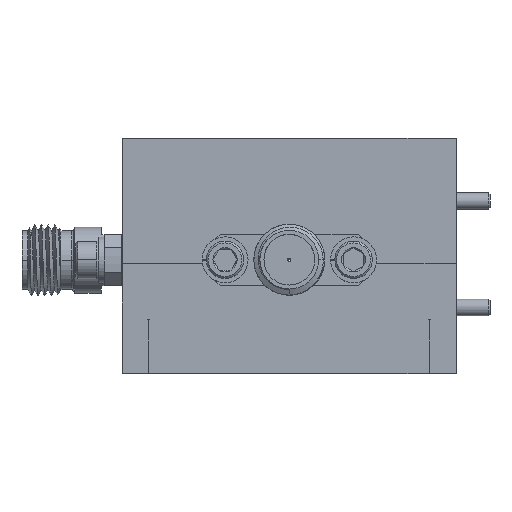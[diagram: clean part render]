
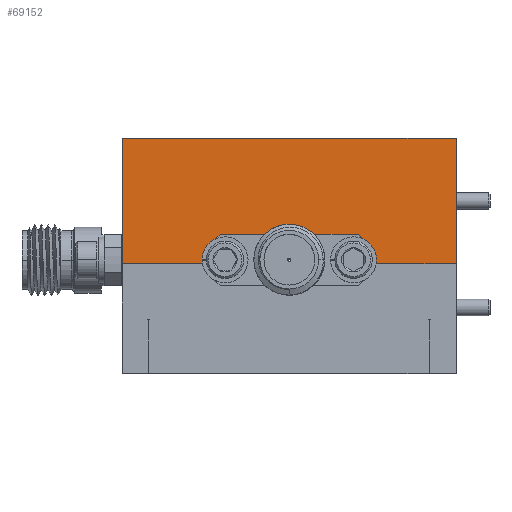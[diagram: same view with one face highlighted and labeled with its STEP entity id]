
A CAD part, top view. The second image highlights one B-rep face of the part: STEP entity #69152.
In plain terms, the highlighted planar face has unit normal (0, 0, 1).
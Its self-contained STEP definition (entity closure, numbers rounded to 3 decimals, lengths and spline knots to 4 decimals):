
#80 = AXIS2_PLACEMENT_3D ( 'NONE', #72166, #72670, #37862 ) ;
#677 = VERTEX_POINT ( 'NONE', #39796 ) ;
#930 = LINE ( 'NONE', #5582, #11621 ) ;
#1181 = VERTEX_POINT ( 'NONE', #42225 ) ;
#1700 = DIRECTION ( 'NONE',  ( 0., -1., 0. ) ) ;
#2661 = LINE ( 'NONE', #39648, #54505 ) ;
#3407 = CARTESIAN_POINT ( 'NONE',  ( 0.625, 0.4705, 0.625 ) ) ;
#3880 = CARTESIAN_POINT ( 'NONE',  ( 0.2716, 0., 0.625 ) ) ;
#4130 = AXIS2_PLACEMENT_3D ( 'NONE', #64915, #48233, #70191 ) ;
#4436 = DIRECTION ( 'NONE',  ( 1., 0., 0. ) ) ;
#4674 = LINE ( 'NONE', #40084, #52960 ) ;
#5176 = CIRCLE ( 'NONE', #36201, 0.035 ) ;
#5318 = EDGE_CURVE ( 'NONE', #72629, #7704, #2661, .T. ) ;
#5549 = CARTESIAN_POINT ( 'NONE',  ( 0.205, 0.015, 0.625 ) ) ;
#5582 = CARTESIAN_POINT ( 'NONE',  ( 0.625, 0., 0.625 ) ) ;
#5595 = CARTESIAN_POINT ( 'NONE',  ( -0.036, 0., 0.625 ) ) ;
#5734 = VERTEX_POINT ( 'NONE', #43544 ) ;
#6212 = ORIENTED_EDGE ( 'NONE', *, *, #57395, .F. ) ;
#7018 = ORIENTED_EDGE ( 'NONE', *, *, #50555, .F. ) ;
#7704 = VERTEX_POINT ( 'NONE', #24639 ) ;
#8339 = VECTOR ( 'NONE', #54994, 39.3701 ) ;
#8922 = CIRCLE ( 'NONE', #80, 0.039 ) ;
#8958 = FACE_OUTER_BOUND ( 'NONE', #31577, .T. ) ;
#9232 = EDGE_CURVE ( 'NONE', #23173, #63967, #15557, .T. ) ;
#9801 = ORIENTED_EDGE ( 'NONE', *, *, #28842, .F. ) ;
#9897 = VECTOR ( 'NONE', #1700, 39.3701 ) ;
#10197 = EDGE_CURVE ( 'NONE', #61149, #7704, #67365, .T. ) ;
#11503 = CIRCLE ( 'NONE', #46180, 0.035 ) ;
#11524 = CARTESIAN_POINT ( 'NONE',  ( 0., 0.015, 0.625 ) ) ;
#11621 = VECTOR ( 'NONE', #27236, 39.3701 ) ;
#11650 = DIRECTION ( 'NONE',  ( 0., -1., 0. ) ) ;
#12924 = AXIS2_PLACEMENT_3D ( 'NONE', #65254, #60035, #19939 ) ;
#13409 = ORIENTED_EDGE ( 'NONE', *, *, #36567, .F. ) ;
#14014 = VERTEX_POINT ( 'NONE', #3880 ) ;
#15307 = DIRECTION ( 'NONE',  ( 0., 0., 1. ) ) ;
#15557 = LINE ( 'NONE', #55257, #63884 ) ;
#15902 = EDGE_CURVE ( 'NONE', #29060, #61149, #5176, .T. ) ;
#16214 = CARTESIAN_POINT ( 'NONE',  ( 0., 0.015, 0.625 ) ) ;
#16593 = ORIENTED_EDGE ( 'NONE', *, *, #5318, .T. ) ;
#17224 = CIRCLE ( 'NONE', #34304, 0.039 ) ;
#17232 = DIRECTION ( 'NONE',  ( 1., 0., 0. ) ) ;
#17582 = VERTEX_POINT ( 'NONE', #59733 ) ;
#18879 = DIRECTION ( 'NONE',  ( 1., 0., 0. ) ) ;
#19003 = EDGE_CURVE ( 'NONE', #677, #63967, #8922, .T. ) ;
#19939 = DIRECTION ( 'NONE',  ( 1., 0., 0. ) ) ;
#20313 = EDGE_CURVE ( 'NONE', #73989, #47213, #11503, .T. ) ;
#20389 = AXIS2_PLACEMENT_3D ( 'NONE', #69541, #35264, #35514 ) ;
#20889 = ORIENTED_EDGE ( 'NONE', *, *, #9232, .T. ) ;
#20900 = DIRECTION ( 'NONE',  ( 1., 0., 0. ) ) ;
#21073 = ORIENTED_EDGE ( 'NONE', *, *, #19003, .F. ) ;
#22143 = VERTEX_POINT ( 'NONE', #59935 ) ;
#23026 = ORIENTED_EDGE ( 'NONE', *, *, #55546, .F. ) ;
#23173 = VERTEX_POINT ( 'NONE', #71093 ) ;
#23457 = DIRECTION ( 'NONE',  ( 0., 0., 1. ) ) ;
#24639 = CARTESIAN_POINT ( 'NONE',  ( -0.2716, 0., 0.625 ) ) ;
#24770 = ORIENTED_EDGE ( 'NONE', *, *, #49114, .T. ) ;
#26299 = DIRECTION ( 'NONE',  ( 1., 0., 0. ) ) ;
#26338 = CARTESIAN_POINT ( 'NONE',  ( -0.275, 0.015, 0.625 ) ) ;
#26774 = LINE ( 'NONE', #64200, #9897 ) ;
#27236 = DIRECTION ( 'NONE',  ( 1., 0., 0. ) ) ;
#28842 = EDGE_CURVE ( 'NONE', #47213, #43129, #54542, .T. ) ;
#29020 = ORIENTED_EDGE ( 'NONE', *, *, #10197, .F. ) ;
#29060 = VERTEX_POINT ( 'NONE', #67354 ) ;
#31577 = EDGE_LOOP ( 'NONE', ( #16593, #29020, #43842, #23026, #20889, #21073, #55887, #6212, #24770, #9801, #41110, #13409, #61735, #7018, #67135, #61264 ) ) ;
#31644 = AXIS2_PLACEMENT_3D ( 'NONE', #72929, #38617, #4436 ) ;
#32289 = CARTESIAN_POINT ( 'NONE',  ( -0.24, 0.015, 0.625 ) ) ;
#33186 = DIRECTION ( 'NONE',  ( 1., 0., 0. ) ) ;
#34304 = AXIS2_PLACEMENT_3D ( 'NONE', #11524, #23457, #17232 ) ;
#35264 = DIRECTION ( 'NONE',  ( 0., 0., -1. ) ) ;
#35514 = DIRECTION ( 'NONE',  ( -1., 0., 0. ) ) ;
#36201 = AXIS2_PLACEMENT_3D ( 'NONE', #32289, #15307, #61596 ) ;
#36378 = DIRECTION ( 'NONE',  ( 0., 0., 1. ) ) ;
#36567 = EDGE_CURVE ( 'NONE', #14014, #73989, #68002, .T. ) ;
#36796 = LINE ( 'NONE', #3407, #41302 ) ;
#37212 = EDGE_CURVE ( 'NONE', #14014, #70818, #930, .T. ) ;
#37430 = AXIS2_PLACEMENT_3D ( 'NONE', #53186, #36378, #18879 ) ;
#37862 = DIRECTION ( 'NONE',  ( 1., 0., 0. ) ) ;
#38617 = DIRECTION ( 'NONE',  ( 0., 0., 1. ) ) ;
#39648 = CARTESIAN_POINT ( 'NONE',  ( 0.625, 0., 0.625 ) ) ;
#39796 = CARTESIAN_POINT ( 'NONE',  ( -0.039, 0.015, 0.625 ) ) ;
#40084 = CARTESIAN_POINT ( 'NONE',  ( -0.625, 0.4705, 0.625 ) ) ;
#41110 = ORIENTED_EDGE ( 'NONE', *, *, #20313, .F. ) ;
#41302 = VECTOR ( 'NONE', #26299, 39.3701 ) ;
#41806 = PLANE ( 'NONE',  #20389 ) ;
#42225 = CARTESIAN_POINT ( 'NONE',  ( 0.039, 0.015, 0.625 ) ) ;
#43129 = VERTEX_POINT ( 'NONE', #73741 ) ;
#43544 = CARTESIAN_POINT ( 'NONE',  ( -0.625, 0.4705, 0.625 ) ) ;
#43842 = ORIENTED_EDGE ( 'NONE', *, *, #15902, .F. ) ;
#43861 = CARTESIAN_POINT ( 'NONE',  ( 0.24, 0.015, 0.625 ) ) ;
#45490 = DIRECTION ( 'NONE',  ( 0., 0., 1. ) ) ;
#46180 = AXIS2_PLACEMENT_3D ( 'NONE', #43861, #66808, #49870 ) ;
#46446 = DIRECTION ( 'NONE',  ( 1., 0., 0. ) ) ;
#46635 = CARTESIAN_POINT ( 'NONE',  ( -0.625, 0., 0.625 ) ) ;
#47213 = VERTEX_POINT ( 'NONE', #5549 ) ;
#47462 = CARTESIAN_POINT ( 'NONE',  ( 0.275, 0.015, 0.625 ) ) ;
#48233 = DIRECTION ( 'NONE',  ( 0., 0., 1. ) ) ;
#49114 = EDGE_CURVE ( 'NONE', #22143, #43129, #51219, .T. ) ;
#49870 = DIRECTION ( 'NONE',  ( 1., 0., 0. ) ) ;
#50555 = EDGE_CURVE ( 'NONE', #17582, #70818, #26774, .T. ) ;
#51219 = LINE ( 'NONE', #61466, #8339 ) ;
#51931 = CIRCLE ( 'NONE', #58848, 0.039 ) ;
#52960 = VECTOR ( 'NONE', #11650, 39.3701 ) ;
#53186 = CARTESIAN_POINT ( 'NONE',  ( 0.24, 0.015, 0.625 ) ) ;
#54505 = VECTOR ( 'NONE', #46446, 39.3701 ) ;
#54542 = CIRCLE ( 'NONE', #37430, 0.035 ) ;
#54994 = DIRECTION ( 'NONE',  ( 1., 0., 0. ) ) ;
#55257 = CARTESIAN_POINT ( 'NONE',  ( 0.625, 0., 0.625 ) ) ;
#55546 = EDGE_CURVE ( 'NONE', #23173, #29060, #63957, .T. ) ;
#55887 = ORIENTED_EDGE ( 'NONE', *, *, #69380, .F. ) ;
#57395 = EDGE_CURVE ( 'NONE', #22143, #1181, #17224, .T. ) ;
#58848 = AXIS2_PLACEMENT_3D ( 'NONE', #16214, #45490, #33186 ) ;
#59733 = CARTESIAN_POINT ( 'NONE',  ( 0.625, 0.4705, 0.625 ) ) ;
#59901 = EDGE_CURVE ( 'NONE', #5734, #72629, #4674, .T. ) ;
#59935 = CARTESIAN_POINT ( 'NONE',  ( 0.036, 0., 0.625 ) ) ;
#60035 = DIRECTION ( 'NONE',  ( 0., 0., 1. ) ) ;
#61149 = VERTEX_POINT ( 'NONE', #26338 ) ;
#61264 = ORIENTED_EDGE ( 'NONE', *, *, #59901, .T. ) ;
#61466 = CARTESIAN_POINT ( 'NONE',  ( 0.625, 0., 0.625 ) ) ;
#61596 = DIRECTION ( 'NONE',  ( 1., 0., 0. ) ) ;
#61735 = ORIENTED_EDGE ( 'NONE', *, *, #37212, .T. ) ;
#63884 = VECTOR ( 'NONE', #20900, 39.3701 ) ;
#63957 = CIRCLE ( 'NONE', #4130, 0.035 ) ;
#63967 = VERTEX_POINT ( 'NONE', #5595 ) ;
#64200 = CARTESIAN_POINT ( 'NONE',  ( 0.625, 0.4705, 0.625 ) ) ;
#64915 = CARTESIAN_POINT ( 'NONE',  ( -0.24, 0.015, 0.625 ) ) ;
#65254 = CARTESIAN_POINT ( 'NONE',  ( -0.24, 0.015, 0.625 ) ) ;
#66808 = DIRECTION ( 'NONE',  ( 0., 0., 1. ) ) ;
#67135 = ORIENTED_EDGE ( 'NONE', *, *, #67662, .F. ) ;
#67354 = CARTESIAN_POINT ( 'NONE',  ( -0.205, 0.015, 0.625 ) ) ;
#67365 = CIRCLE ( 'NONE', #12924, 0.035 ) ;
#67662 = EDGE_CURVE ( 'NONE', #5734, #17582, #36796, .T. ) ;
#68002 = CIRCLE ( 'NONE', #31644, 0.035 ) ;
#69152 = ADVANCED_FACE ( 'NONE', ( #8958 ), #41806, .F. ) ;
#69380 = EDGE_CURVE ( 'NONE', #1181, #677, #51931, .T. ) ;
#69541 = CARTESIAN_POINT ( 'NONE',  ( 0.625, 0.4705, 0.625 ) ) ;
#70191 = DIRECTION ( 'NONE',  ( 1., 0., 0. ) ) ;
#70818 = VERTEX_POINT ( 'NONE', #73375 ) ;
#71093 = CARTESIAN_POINT ( 'NONE',  ( -0.2084, 0., 0.625 ) ) ;
#72166 = CARTESIAN_POINT ( 'NONE',  ( 0., 0.015, 0.625 ) ) ;
#72629 = VERTEX_POINT ( 'NONE', #46635 ) ;
#72670 = DIRECTION ( 'NONE',  ( 0., 0., 1. ) ) ;
#72929 = CARTESIAN_POINT ( 'NONE',  ( 0.24, 0.015, 0.625 ) ) ;
#73375 = CARTESIAN_POINT ( 'NONE',  ( 0.625, 0., 0.625 ) ) ;
#73741 = CARTESIAN_POINT ( 'NONE',  ( 0.2084, 0., 0.625 ) ) ;
#73989 = VERTEX_POINT ( 'NONE', #47462 ) ;
